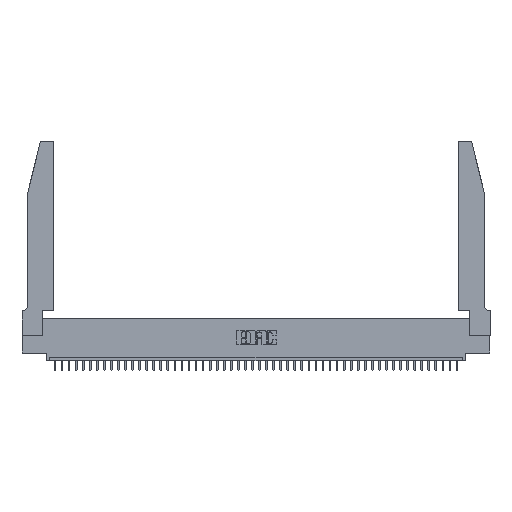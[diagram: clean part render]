
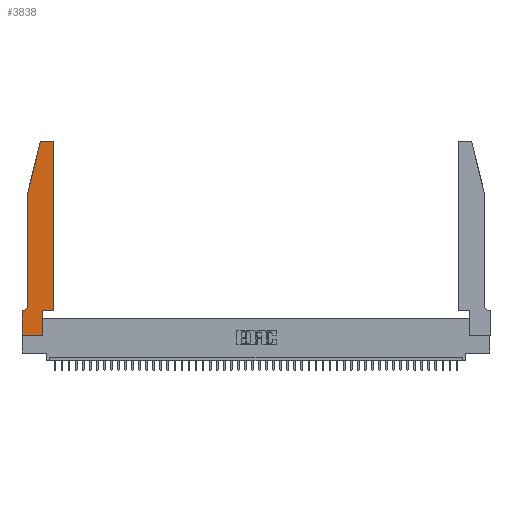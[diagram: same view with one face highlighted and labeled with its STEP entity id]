
A CAD part, top view. The second image highlights one B-rep face of the part: STEP entity #3838.
In plain terms, the highlighted planar face has unit normal (0, 0, 1).
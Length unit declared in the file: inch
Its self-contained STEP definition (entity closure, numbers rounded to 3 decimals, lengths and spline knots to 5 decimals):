
#97 = VERTEX_POINT ( 'NONE', #24416 ) ;
#734 = VERTEX_POINT ( 'NONE', #17448 ) ;
#1104 = ORIENTED_EDGE ( 'NONE', *, *, #39022, .T. ) ;
#1568 = CIRCLE ( 'NONE', #8011, 0.07 ) ;
#1824 = ORIENTED_EDGE ( 'NONE', *, *, #5947, .T. ) ;
#2410 = ORIENTED_EDGE ( 'NONE', *, *, #42033, .T. ) ;
#2571 = DIRECTION ( 'NONE',  ( 0., 0., -1. ) ) ;
#2998 = LINE ( 'NONE', #18664, #19186 ) ;
#3078 = ORIENTED_EDGE ( 'NONE', *, *, #30985, .T. ) ;
#3161 = CARTESIAN_POINT ( 'NONE',  ( 0.4205, 2.72, 0.37 ) ) ;
#3325 = EDGE_CURVE ( 'NONE', #32169, #32493, #12382, .T. ) ;
#3704 = CARTESIAN_POINT ( 'NONE',  ( 0., 0., 0.37 ) ) ;
#3838 = ADVANCED_FACE ( 'NONE', ( #42615 ), #7979, .T. ) ;
#3984 = AXIS2_PLACEMENT_3D ( 'NONE', #3161, #42607, #39902 ) ;
#3993 = DIRECTION ( 'NONE',  ( 1., 0., 0. ) ) ;
#5508 = EDGE_CURVE ( 'NONE', #32493, #27517, #11056, .T. ) ;
#5947 = EDGE_CURVE ( 'NONE', #734, #20118, #1568, .T. ) ;
#6068 = AXIS2_PLACEMENT_3D ( 'NONE', #41208, #26160, #33849 ) ;
#7979 = PLANE ( 'NONE',  #22328 ) ;
#8011 = AXIS2_PLACEMENT_3D ( 'NONE', #13251, #2571, #24161 ) ;
#9198 = VECTOR ( 'NONE', #21293, 39.37008 ) ;
#9575 = VERTEX_POINT ( 'NONE', #44593 ) ;
#9700 = CARTESIAN_POINT ( 'NONE',  ( 0.2605, 2.75, 0.37 ) ) ;
#11056 = LINE ( 'NONE', #19844, #39149 ) ;
#11562 = LINE ( 'NONE', #16940, #19469 ) ;
#12278 = CARTESIAN_POINT ( 'NONE',  ( 0.4205, 2.75, 0.37 ) ) ;
#12382 = LINE ( 'NONE', #3704, #18020 ) ;
#12897 = VECTOR ( 'NONE', #37075, 39.37008 ) ;
#13251 = CARTESIAN_POINT ( 'NONE',  ( 0.0055, 0.42, 0.37 ) ) ;
#13434 = CIRCLE ( 'NONE', #6068, 0.03 ) ;
#15263 = CARTESIAN_POINT ( 'NONE',  ( 0.4505, 2.72, 0.37 ) ) ;
#16245 = LINE ( 'NONE', #44428, #12897 ) ;
#16636 = CIRCLE ( 'NONE', #3984, 0.03 ) ;
#16883 = EDGE_CURVE ( 'NONE', #21410, #27269, #28030, .T. ) ;
#16940 = CARTESIAN_POINT ( 'NONE',  ( 0.0755, 2., 0.37 ) ) ;
#17448 = CARTESIAN_POINT ( 'NONE',  ( 0.0755, 0.42, 0.37 ) ) ;
#18020 = VECTOR ( 'NONE', #3993, 39.37008 ) ;
#18185 = VECTOR ( 'NONE', #43513, 39.37008 ) ;
#18664 = CARTESIAN_POINT ( 'NONE',  ( 0., 0., 0.37 ) ) ;
#19186 = VECTOR ( 'NONE', #29612, 39.37008 ) ;
#19274 = DIRECTION ( 'NONE',  ( 1., 0., 0. ) ) ;
#19469 = VECTOR ( 'NONE', #24569, 39.37008 ) ;
#19844 = CARTESIAN_POINT ( 'NONE',  ( 0.2865, 0.35, 0.37 ) ) ;
#19985 = CARTESIAN_POINT ( 'NONE',  ( 0.2865, 0.35, 0.37 ) ) ;
#20118 = VERTEX_POINT ( 'NONE', #35470 ) ;
#20374 = LINE ( 'NONE', #30741, #28278 ) ;
#20601 = CARTESIAN_POINT ( 'NONE',  ( 0.2865, 0., 0.37 ) ) ;
#20867 = EDGE_CURVE ( 'NONE', #20118, #37319, #29337, .T. ) ;
#21293 = DIRECTION ( 'NONE',  ( -1., 0., 0. ) ) ;
#21410 = VERTEX_POINT ( 'NONE', #12278 ) ;
#21633 = CARTESIAN_POINT ( 'NONE',  ( 0.4505, 0.35, 0.37 ) ) ;
#22003 = ORIENTED_EDGE ( 'NONE', *, *, #5508, .T. ) ;
#22328 = AXIS2_PLACEMENT_3D ( 'NONE', #26457, #40709, #19274 ) ;
#23060 = ORIENTED_EDGE ( 'NONE', *, *, #16883, .T. ) ;
#23762 = EDGE_CURVE ( 'NONE', #27269, #9575, #13434, .T. ) ;
#24161 = DIRECTION ( 'NONE',  ( -1., 0., 0. ) ) ;
#24416 = CARTESIAN_POINT ( 'NONE',  ( 0.0755, 2., 0.37 ) ) ;
#24569 = DIRECTION ( 'NONE',  ( 0., -1., 0. ) ) ;
#26072 = CARTESIAN_POINT ( 'NONE',  ( 0., 0.35, 0.37 ) ) ;
#26160 = DIRECTION ( 'NONE',  ( 0., 0., 1. ) ) ;
#26388 = ORIENTED_EDGE ( 'NONE', *, *, #33609, .T. ) ;
#26457 = CARTESIAN_POINT ( 'NONE',  ( 0., 0.35, 0.37 ) ) ;
#27269 = VERTEX_POINT ( 'NONE', #35148 ) ;
#27517 = VERTEX_POINT ( 'NONE', #19985 ) ;
#28030 = LINE ( 'NONE', #9700, #34163 ) ;
#28227 = CARTESIAN_POINT ( 'NONE',  ( 0.4505, 0.35, 0.37 ) ) ;
#28278 = VECTOR ( 'NONE', #39436, 39.37008 ) ;
#28852 = EDGE_LOOP ( 'NONE', ( #23060, #40426, #26388, #3078, #1824, #34739, #39106, #41014, #22003, #2410, #1104, #39725 ) ) ;
#29337 = LINE ( 'NONE', #35712, #9198 ) ;
#29612 = DIRECTION ( 'NONE',  ( 0., -1., 0. ) ) ;
#30629 = DIRECTION ( 'NONE',  ( 0., 1., 0. ) ) ;
#30741 = CARTESIAN_POINT ( 'NONE',  ( 0.0755, 2., 0.37 ) ) ;
#30985 = EDGE_CURVE ( 'NONE', #97, #734, #11562, .T. ) ;
#31604 = EDGE_CURVE ( 'NONE', #35899, #21410, #16636, .T. ) ;
#32169 = VERTEX_POINT ( 'NONE', #38306 ) ;
#32493 = VERTEX_POINT ( 'NONE', #20601 ) ;
#32762 = DIRECTION ( 'NONE',  ( -1., 0., 0. ) ) ;
#33609 = EDGE_CURVE ( 'NONE', #9575, #97, #20374, .T. ) ;
#33849 = DIRECTION ( 'NONE',  ( 1., 0., 0. ) ) ;
#34163 = VECTOR ( 'NONE', #32762, 39.37008 ) ;
#34739 = ORIENTED_EDGE ( 'NONE', *, *, #20867, .T. ) ;
#34984 = LINE ( 'NONE', #21633, #18185 ) ;
#35148 = CARTESIAN_POINT ( 'NONE',  ( 0.284, 2.75, 0.37 ) ) ;
#35379 = VERTEX_POINT ( 'NONE', #28227 ) ;
#35470 = CARTESIAN_POINT ( 'NONE',  ( 0.0055, 0.35, 0.37 ) ) ;
#35712 = CARTESIAN_POINT ( 'NONE',  ( 0.0755, 0.35, 0.37 ) ) ;
#35899 = VERTEX_POINT ( 'NONE', #15263 ) ;
#37075 = DIRECTION ( 'NONE',  ( 0., 1., 0. ) ) ;
#37319 = VERTEX_POINT ( 'NONE', #26072 ) ;
#38306 = CARTESIAN_POINT ( 'NONE',  ( 0., 0., 0.37 ) ) ;
#39022 = EDGE_CURVE ( 'NONE', #35379, #35899, #16245, .T. ) ;
#39106 = ORIENTED_EDGE ( 'NONE', *, *, #42483, .T. ) ;
#39149 = VECTOR ( 'NONE', #30629, 39.37008 ) ;
#39436 = DIRECTION ( 'NONE',  ( -0.239, -0.971, 0. ) ) ;
#39725 = ORIENTED_EDGE ( 'NONE', *, *, #31604, .T. ) ;
#39902 = DIRECTION ( 'NONE',  ( 1., 0., 0. ) ) ;
#40426 = ORIENTED_EDGE ( 'NONE', *, *, #23762, .T. ) ;
#40709 = DIRECTION ( 'NONE',  ( 0., 0., 1. ) ) ;
#41014 = ORIENTED_EDGE ( 'NONE', *, *, #3325, .T. ) ;
#41208 = CARTESIAN_POINT ( 'NONE',  ( 0.284, 2.72, 0.37 ) ) ;
#42033 = EDGE_CURVE ( 'NONE', #27517, #35379, #34984, .T. ) ;
#42483 = EDGE_CURVE ( 'NONE', #37319, #32169, #2998, .T. ) ;
#42607 = DIRECTION ( 'NONE',  ( 0., 0., 1. ) ) ;
#42615 = FACE_OUTER_BOUND ( 'NONE', #28852, .T. ) ;
#43513 = DIRECTION ( 'NONE',  ( 1., 0., 0. ) ) ;
#44428 = CARTESIAN_POINT ( 'NONE',  ( 0.4505, 0.35, 0.37 ) ) ;
#44593 = CARTESIAN_POINT ( 'NONE',  ( 0.25487, 2.72718, 0.37 ) ) ;
